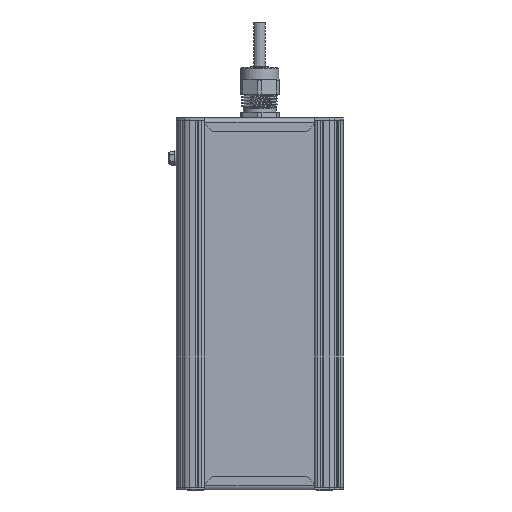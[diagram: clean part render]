
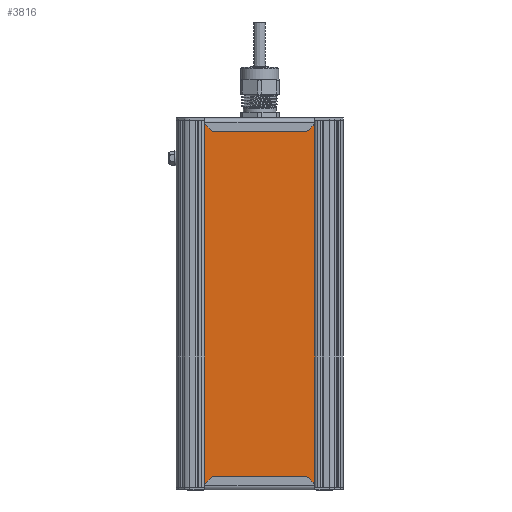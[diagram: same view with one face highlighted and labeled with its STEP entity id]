
A CAD part, front view. The second image highlights one B-rep face of the part: STEP entity #3816.
In plain terms, the highlighted face is planar.
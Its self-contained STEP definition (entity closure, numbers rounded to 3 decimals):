
#3816=ADVANCED_FACE('',(#10575),#10577,.T.);
#10575=FACE_BOUND('',#10576,.T.);
#10576=EDGE_LOOP('',(#38458,#38459,#38460,#38461));
#10577=PLANE('',#10578);
#10578=AXIS2_PLACEMENT_3D('',#10579,#10580,#10581);
#10579=CARTESIAN_POINT('',(120.465,593.492,117.308));
#10580=DIRECTION('',(0.,0.,-1.));
#10581=DIRECTION('',(0.,1.,0.));
#38458=ORIENTED_EDGE('',*,*,#44758,.T.);
#38459=ORIENTED_EDGE('',*,*,#44757,.F.);
#38460=ORIENTED_EDGE('',*,*,#44759,.T.);
#38461=ORIENTED_EDGE('',*,*,#44760,.T.);
#44757=EDGE_CURVE('',#48981,#48979,#48983,.T.);
#44758=EDGE_CURVE('',#48984,#48979,#48985,.T.);
#44759=EDGE_CURVE('',#48981,#48986,#48987,.T.);
#44760=EDGE_CURVE('',#48986,#48984,#48988,.T.);
#48979=VERTEX_POINT('',#60882);
#48981=VERTEX_POINT('',#60886);
#48983=LINE('',#60890,#60891);
#48984=VERTEX_POINT('',#60893);
#48985=LINE('',#60894,#60895);
#48986=VERTEX_POINT('',#60897);
#48987=LINE('',#60898,#60899);
#48988=LINE('',#60901,#60902);
#60882=CARTESIAN_POINT('',(366.465,593.492,117.308));
#60886=CARTESIAN_POINT('',(120.465,593.492,117.308));
#60890=CARTESIAN_POINT('',(120.465,593.492,117.308));
#60891=VECTOR('',#60892,1.);
#60892=DIRECTION('',(1.,0.,0.));
#60893=CARTESIAN_POINT('',(366.465,679.838,117.308));
#60894=CARTESIAN_POINT('',(366.465,679.838,117.308));
#60895=VECTOR('',#60896,1.);
#60896=DIRECTION('',(0.,-1.,0.));
#60897=CARTESIAN_POINT('',(120.465,679.838,117.308));
#60898=CARTESIAN_POINT('',(120.465,593.492,117.308));
#60899=VECTOR('',#60900,1.);
#60900=DIRECTION('',(0.,1.,0.));
#60901=CARTESIAN_POINT('',(120.465,679.838,117.308));
#60902=VECTOR('',#60903,1.);
#60903=DIRECTION('',(1.,0.,0.));
